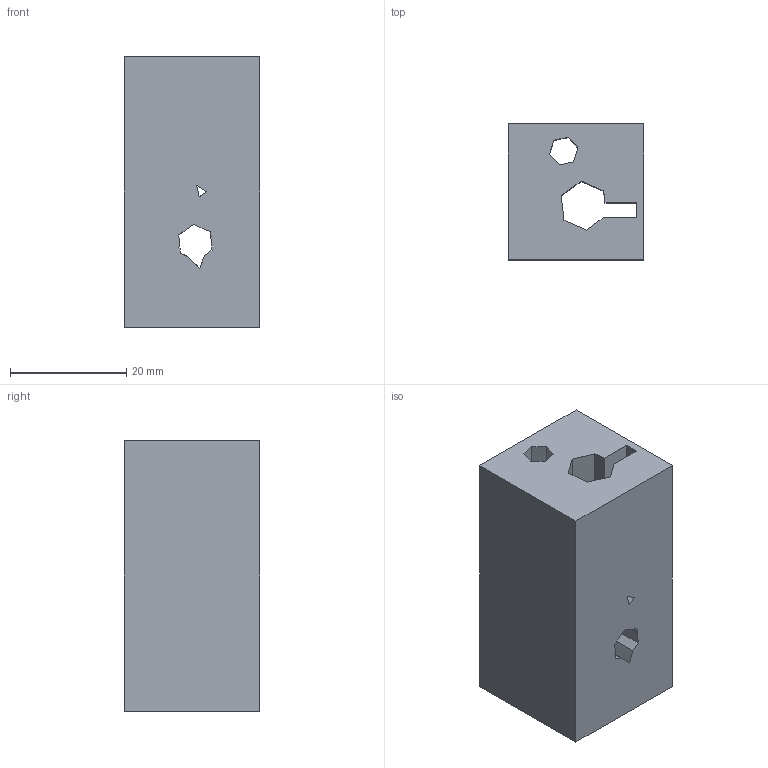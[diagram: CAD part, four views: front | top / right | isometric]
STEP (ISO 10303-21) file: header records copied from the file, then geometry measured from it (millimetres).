
FILE_DESCRIPTION(('Open CASCADE Model'),'2;1');
FILE_NAME('Open CASCADE Shape Model','2021-05-04T21:02:45',('Author'),( 'Open CASCADE'),'Open CASCADE STEP processor 7.4','Open CASCADE 7.4' ,'Unknown');
FILE_SCHEMA(('AUTOMOTIVE_DESIGN { 1 0 10303 214 1 1 1 1 }'));
Length unit declared in the file: millimetre
Products named in the file (1): Open CASCADE STEP translator 7.4 33
Bounding box: 23.41 x 23.41 x 46.61 mm (x, y, z)
Volume: 21049.1 mm3; surface area: 7983.1 mm2
Topology: 1 solids, 1 shells, 71 faces, 225 edges, 150 vertices
Faces by surface type: plane 68, cylinder 3
Entity records: 5189 total; most frequent: CARTESIAN_POINT 1143, DIRECTION 594, ORIENTED_EDGE 450, PCURVE 450, DEFINITIONAL_REPRESENTATION 450, LINE 435, VECTOR 435, B_SPLINE_CURVE_WITH_KNOTS 228
